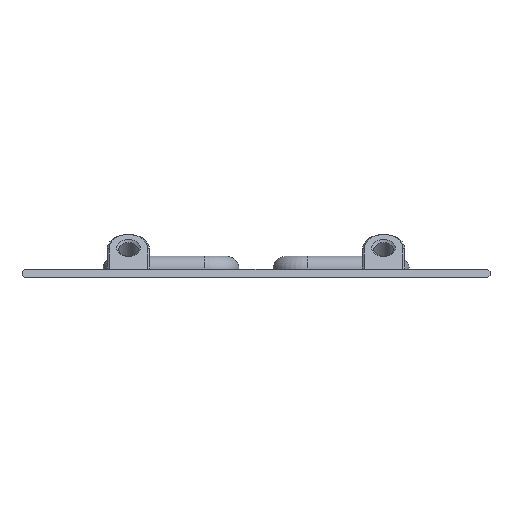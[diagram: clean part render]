
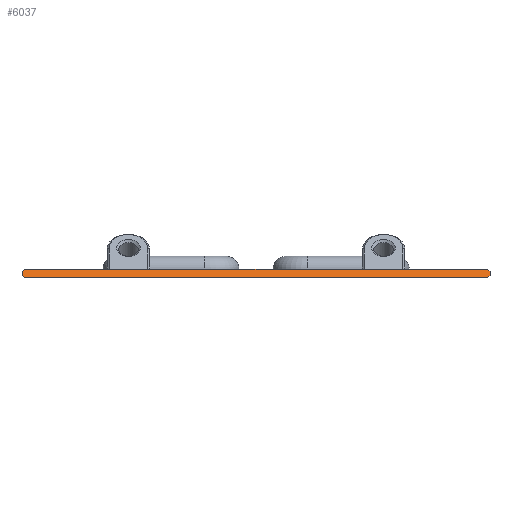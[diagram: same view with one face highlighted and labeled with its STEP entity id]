
A CAD part, front view. The second image highlights one B-rep face of the part: STEP entity #6037.
In plain terms, the highlighted planar face has unit normal (0, -0.924, 0.383).
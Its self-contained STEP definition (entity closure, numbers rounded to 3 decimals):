
#847=FACE_OUTER_BOUND('',#1221,.T.);
#1221=EDGE_LOOP('',(#5555,#5556,#5557,#5558,#5559,#5560,#5561,#5562,#5563,
#5564,#5565,#5566));
#1453=LINE('',#12114,#1825);
#1471=LINE('',#12169,#1843);
#1497=LINE('',#12247,#1869);
#1507=LINE('',#12266,#1879);
#1508=LINE('',#12268,#1880);
#1511=LINE('',#12274,#1883);
#1542=LINE('',#12334,#1914);
#1546=LINE('',#12340,#1918);
#1559=LINE('',#12387,#1931);
#1573=LINE('',#12431,#1945);
#1575=LINE('',#12434,#1947);
#1594=LINE('',#12762,#1966);
#1825=VECTOR('',#7271,10.);
#1843=VECTOR('',#7327,10.);
#1869=VECTOR('',#7403,10.);
#1879=VECTOR('',#7419,10.);
#1880=VECTOR('',#7422,10.);
#1883=VECTOR('',#7427,10.);
#1914=VECTOR('',#7494,10.);
#1918=VECTOR('',#7500,10.);
#1931=VECTOR('',#7547,10.);
#1945=VECTOR('',#7603,10.);
#1947=VECTOR('',#7607,10.);
#1966=VECTOR('',#7834,10.);
#2711=VERTEX_POINT('',#12093);
#2717=VERTEX_POINT('',#12108);
#2722=VERTEX_POINT('',#12126);
#2728=VERTEX_POINT('',#12141);
#2762=VERTEX_POINT('',#12244);
#2763=VERTEX_POINT('',#12246);
#2769=VERTEX_POINT('',#12264);
#2781=VERTEX_POINT('',#12332);
#2782=VERTEX_POINT('',#12333);
#2783=VERTEX_POINT('',#12338);
#2800=VERTEX_POINT('',#12386);
#2809=VERTEX_POINT('',#12430);
#3499=EDGE_CURVE('',#2711,#2717,#1453,.T.);
#3526=EDGE_CURVE('',#2728,#2722,#1471,.T.);
#3563=EDGE_CURVE('',#2762,#2763,#1497,.T.);
#3575=EDGE_CURVE('',#2769,#2728,#1507,.T.);
#3577=EDGE_CURVE('',#2722,#2711,#1508,.T.);
#3581=EDGE_CURVE('',#2717,#2762,#1511,.T.);
#3628=EDGE_CURVE('',#2781,#2782,#1542,.T.);
#3632=EDGE_CURVE('',#2781,#2783,#1546,.T.);
#3661=EDGE_CURVE('',#2800,#2769,#1559,.T.);
#3683=EDGE_CURVE('',#2809,#2783,#1573,.T.);
#3685=EDGE_CURVE('',#2809,#2763,#1575,.T.);
#3746=EDGE_CURVE('',#2800,#2782,#1594,.T.);
#5555=ORIENTED_EDGE('',*,*,#3563,.F.);
#5556=ORIENTED_EDGE('',*,*,#3581,.F.);
#5557=ORIENTED_EDGE('',*,*,#3499,.F.);
#5558=ORIENTED_EDGE('',*,*,#3577,.F.);
#5559=ORIENTED_EDGE('',*,*,#3526,.F.);
#5560=ORIENTED_EDGE('',*,*,#3575,.F.);
#5561=ORIENTED_EDGE('',*,*,#3661,.F.);
#5562=ORIENTED_EDGE('',*,*,#3746,.T.);
#5563=ORIENTED_EDGE('',*,*,#3628,.F.);
#5564=ORIENTED_EDGE('',*,*,#3632,.T.);
#5565=ORIENTED_EDGE('',*,*,#3683,.F.);
#5566=ORIENTED_EDGE('',*,*,#3685,.T.);
#5699=PLANE('',#6521);
#6037=ADVANCED_FACE('',(#847),#5699,.T.);
#6521=AXIS2_PLACEMENT_3D('',#12761,#7832,#7833);
#7271=DIRECTION('',(1.,0.,0.));
#7327=DIRECTION('',(1.,0.,0.));
#7403=DIRECTION('',(0.679,-0.281,-0.679));
#7419=DIRECTION('',(1.,0.,0.));
#7422=DIRECTION('',(1.,0.,0.));
#7427=DIRECTION('',(1.,0.,0.));
#7494=DIRECTION('',(-0.679,0.281,0.679));
#7500=DIRECTION('',(1.,0.,0.));
#7547=DIRECTION('',(0.679,0.281,0.679));
#7603=DIRECTION('',(-0.679,-0.281,-0.679));
#7607=DIRECTION('',(0.,0.383,0.924));
#7832=DIRECTION('center_axis',(0.,-0.924,0.383));
#7833=DIRECTION('ref_axis',(0.,-0.383,-0.924));
#7834=DIRECTION('',(0.,-0.383,-0.924));
#12093=CARTESIAN_POINT('',(80.5,0.,2.));
#12108=CARTESIAN_POINT('',(89.5,0.,2.));
#12114=CARTESIAN_POINT('',(0.,0.,2.));
#12126=CARTESIAN_POINT('',(29.5,0.,2.));
#12141=CARTESIAN_POINT('',(20.5,0.,2.));
#12169=CARTESIAN_POINT('',(0.,0.,2.));
#12244=CARTESIAN_POINT('',(109.5,0.,2.));
#12246=CARTESIAN_POINT('',(110.,-0.207,1.5));
#12247=CARTESIAN_POINT('',(82.412,11.22,29.088));
#12264=CARTESIAN_POINT('',(0.5,0.,2.));
#12266=CARTESIAN_POINT('',(0.,0.,2.));
#12268=CARTESIAN_POINT('',(0.,0.,2.));
#12274=CARTESIAN_POINT('',(0.,0.,2.));
#12332=CARTESIAN_POINT('',(0.5,-0.828,0.));
#12333=CARTESIAN_POINT('',(0.,-0.621,0.5));
#12334=CARTESIAN_POINT('',(-6.321,1.997,6.821));
#12338=CARTESIAN_POINT('',(109.5,-0.828,0.));
#12340=CARTESIAN_POINT('',(0.,-0.828,0.));
#12386=CARTESIAN_POINT('',(0.,-0.207,1.5));
#12387=CARTESIAN_POINT('',(6.242,2.379,7.742));
#12430=CARTESIAN_POINT('',(110.,-0.621,0.5));
#12431=CARTESIAN_POINT('',(87.012,-10.143,-22.488));
#12434=CARTESIAN_POINT('',(110.,2.88,8.954));
#12761=CARTESIAN_POINT('Origin',(0.,0.,2.));
#12762=CARTESIAN_POINT('',(0.,0.,2.));
